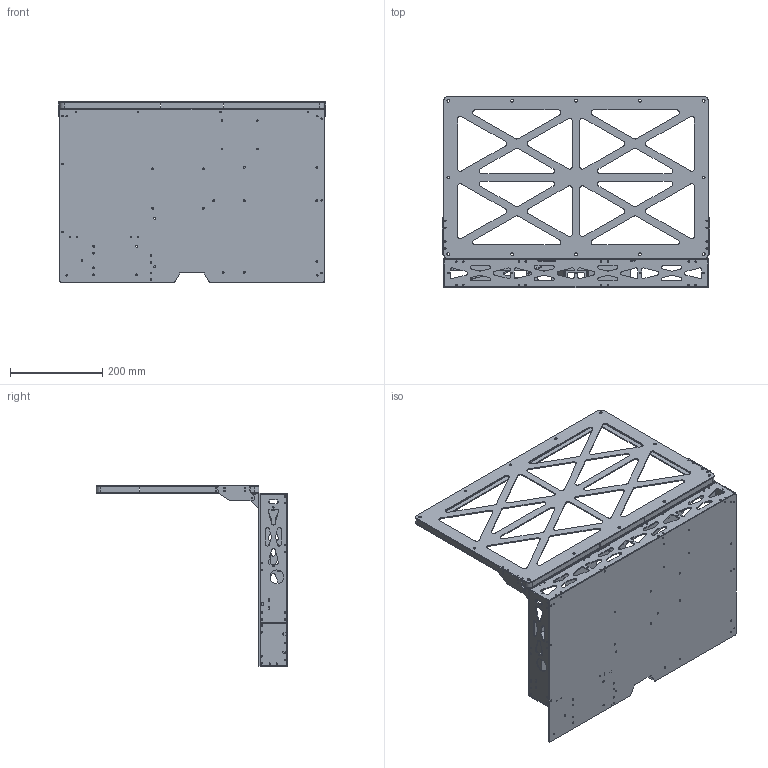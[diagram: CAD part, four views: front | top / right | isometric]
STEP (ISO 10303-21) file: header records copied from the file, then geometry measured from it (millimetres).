
FILE_DESCRIPTION(/* description */ (''),/* implementation_level */ '2;1');
FILE_NAME(/* name */ 'cyberdeck.step',/* time_stamp */ '2023-08-03T14:43:04-07:00',/* author */ (''),/* organization */ (''),/* preprocessor_version */ 'ST-DEVELOPER v19.2',/* originating_system */ 'Autodesk Translation Framework v12.6.0.85',/* authorisation */ '');
FILE_SCHEMA (('AUTOMOTIVE_DESIGN { 1 0 10303 214 3 1 1 }'));
Length unit declared in the file: millimetre
Products named in the file (5): computerthing_2; base; monitor; baseplate; keyboardholder
Assembly tree (4 placements, depth 3):
  computerthing_2
    base
    monitor
    baseplate
      keyboardholder
Bounding box: 579.4 x 415.05 x 391.62 mm (x, y, z)
Volume: 1980313.6 mm3; surface area: 1395814.6 mm2
Topology: 28 solids, 28 shells, 1039 faces, 2895 edges, 1912 vertices
Faces by surface type: cylinder 544, plane 455, bspline 32, torus 4, sphere 4
Full cylindrical faces by diameter (mm): 3 x122, 3.2 x12, 4 x30, 4.2 x22, 5 x22, 6 x36, 30 x1, 90 x1, 98 x2
Entity records: 35575 total; most frequent: CARTESIAN_POINT 6565, DIRECTION 6021, ORIENTED_EDGE 5790, EDGE_CURVE 2895, AXIS2_PLACEMENT_3D 2142, VERTEX_POINT 1912, LINE 1737, VECTOR 1737
